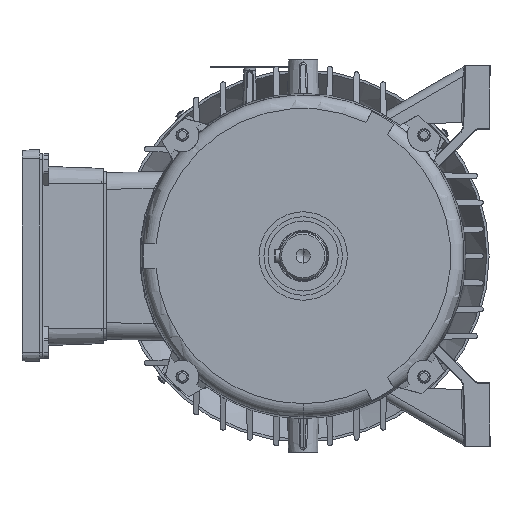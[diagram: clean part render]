
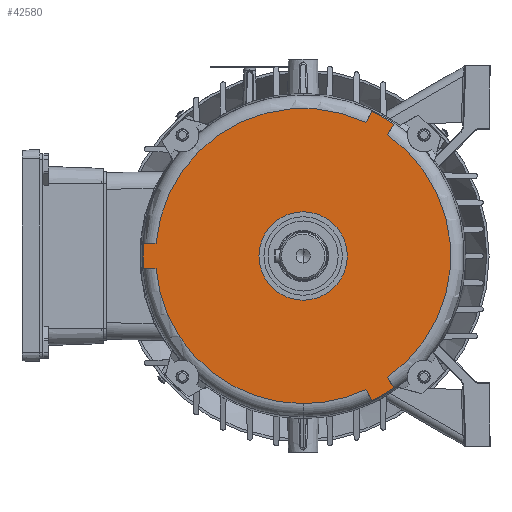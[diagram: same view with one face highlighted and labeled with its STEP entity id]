
A CAD part, left-side view. The second image highlights one B-rep face of the part: STEP entity #42580.
In plain terms, the highlighted planar face has unit normal (-1, 0, 0).
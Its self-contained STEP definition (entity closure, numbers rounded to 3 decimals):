
#3154 = ORIENTED_EDGE ( 'NONE', *, *, #104936, .F. ) ;
#3491 = CARTESIAN_POINT ( 'NONE',  ( 4., 50.586, 72.618 ) ) ;
#3631 = CARTESIAN_POINT ( 'NONE',  ( 4., 46.495, -65.532 ) ) ;
#4768 = VERTEX_POINT ( 'NONE', #122206 ) ;
#5850 = AXIS2_PLACEMENT_3D ( 'NONE', #101351, #110745, #46764 ) ;
#6398 = DIRECTION ( 'NONE',  ( -1., 0., 0. ) ) ;
#7450 = CARTESIAN_POINT ( 'NONE',  ( 4., 0., 0. ) ) ;
#7484 = ORIENTED_EDGE ( 'NONE', *, *, #29013, .T. ) ;
#9138 = FACE_OUTER_BOUND ( 'NONE', #38400, .T. ) ;
#10932 = DIRECTION ( 'NONE',  ( -1., 0., 0. ) ) ;
#11859 = CARTESIAN_POINT ( 'NONE',  ( 4., 0., 0. ) ) ;
#12344 = DIRECTION ( 'NONE',  ( 0., 0., 1. ) ) ;
#14661 = ORIENTED_EDGE ( 'NONE', *, *, #130059, .T. ) ;
#18777 = CARTESIAN_POINT ( 'NONE',  ( 4., 0., 0. ) ) ;
#18940 = CARTESIAN_POINT ( 'NONE',  ( 4., 0., -26.5 ) ) ;
#19162 = CIRCLE ( 'NONE', #33012, 26.5 ) ;
#20824 = CARTESIAN_POINT ( 'NONE',  ( 4., 50.586, -72.618 ) ) ;
#21095 = ORIENTED_EDGE ( 'NONE', *, *, #78389, .T. ) ;
#22726 = VERTEX_POINT ( 'NONE', #126448 ) ;
#23354 = VECTOR ( 'NONE', #48821, 1000. ) ;
#23368 = ORIENTED_EDGE ( 'NONE', *, *, #75979, .T. ) ;
#24521 = VERTEX_POINT ( 'NONE', #3491 ) ;
#29013 = EDGE_CURVE ( 'NONE', #47638, #24521, #123236, .T. ) ;
#32807 = CARTESIAN_POINT ( 'NONE',  ( 4., 26.5, 0. ) ) ;
#32901 = CIRCLE ( 'NONE', #71954, 88.5 ) ;
#33012 = AXIS2_PLACEMENT_3D ( 'NONE', #116006, #70776, #48537 ) ;
#37987 = VERTEX_POINT ( 'NONE', #78169 ) ;
#38400 = EDGE_LOOP ( 'NONE', ( #127079, #21095, #126576, #23368, #84545, #84591, #14661, #60328, #134511, #93715, #60735, #7484, #81382 ) ) ;
#38436 = ORIENTED_EDGE ( 'NONE', *, *, #74109, .F. ) ;
#38554 = AXIS2_PLACEMENT_3D ( 'NONE', #11859, #110984, #65731 ) ;
#39633 = DIRECTION ( 'NONE',  ( -1., 0., 0. ) ) ;
#41699 = CARTESIAN_POINT ( 'NONE',  ( 4., -88.182, 7.5 ) ) ;
#42077 = VERTEX_POINT ( 'NONE', #73953 ) ;
#42243 = DIRECTION ( 'NONE',  ( 0., 0., 1. ) ) ;
#42580 = ADVANCED_FACE ( 'NONE', ( #106110, #9138 ), #95322, .F. ) ;
#42851 = CARTESIAN_POINT ( 'NONE',  ( 4., 54.31, -79.067 ) ) ;
#43949 = LINE ( 'NONE', #63354, #105187 ) ;
#46701 = VECTOR ( 'NONE', #64882, 1000. ) ;
#46764 = DIRECTION ( 'NONE',  ( 0., 0., -1. ) ) ;
#47092 = CARTESIAN_POINT ( 'NONE',  ( 4., 46.495, 65.532 ) ) ;
#47275 = CARTESIAN_POINT ( 'NONE',  ( 4., 41.319, -86.567 ) ) ;
#47638 = VERTEX_POINT ( 'NONE', #61114 ) ;
#48537 = DIRECTION ( 'NONE',  ( 0., 0., 1. ) ) ;
#48821 = DIRECTION ( 'NONE',  ( 0., 0.5, -0.866 ) ) ;
#51276 = DIRECTION ( 'NONE',  ( -1., 0., 0. ) ) ;
#53478 = EDGE_CURVE ( 'NONE', #72236, #22726, #56899, .T. ) ;
#55659 = VECTOR ( 'NONE', #123114, 1000. ) ;
#55771 = DIRECTION ( 'NONE',  ( 0., -0.5, -0.866 ) ) ;
#56899 = CIRCLE ( 'NONE', #38554, 88.5 ) ;
#57097 = CIRCLE ( 'NONE', #121384, 88.5 ) ;
#58934 = CARTESIAN_POINT ( 'NONE',  ( 4., -95.629, 7.5 ) ) ;
#59631 = VECTOR ( 'NONE', #139119, 1000. ) ;
#59915 = EDGE_CURVE ( 'NONE', #24521, #113621, #135645, .T. ) ;
#60328 = ORIENTED_EDGE ( 'NONE', *, *, #53478, .T. ) ;
#60513 = VERTEX_POINT ( 'NONE', #18940 ) ;
#60735 = ORIENTED_EDGE ( 'NONE', *, *, #130453, .T. ) ;
#60796 = EDGE_CURVE ( 'NONE', #113621, #89055, #93313, .T. ) ;
#61114 = CARTESIAN_POINT ( 'NONE',  ( 4., 54.31, 79.067 ) ) ;
#62580 = DIRECTION ( 'NONE',  ( 0., 0., -1. ) ) ;
#62723 = DIRECTION ( 'NONE',  ( 0., 0., 1. ) ) ;
#63100 = DIRECTION ( 'NONE',  ( 0., 0., 1. ) ) ;
#63354 = CARTESIAN_POINT ( 'NONE',  ( 4., 33.505, -73.032 ) ) ;
#63686 = EDGE_CURVE ( 'NONE', #116589, #113373, #111643, .T. ) ;
#64882 = DIRECTION ( 'NONE',  ( 0., -1., 0. ) ) ;
#65026 = EDGE_CURVE ( 'NONE', #42077, #67099, #96478, .T. ) ;
#65731 = DIRECTION ( 'NONE',  ( 0., 0., 1. ) ) ;
#66868 = DIRECTION ( 'NONE',  ( 0., 0., -1. ) ) ;
#67099 = VERTEX_POINT ( 'NONE', #139843 ) ;
#68316 = EDGE_CURVE ( 'NONE', #67099, #130726, #74782, .T. ) ;
#68779 = AXIS2_PLACEMENT_3D ( 'NONE', #32807, #140563, #96023 ) ;
#70776 = DIRECTION ( 'NONE',  ( -1., 0., 0. ) ) ;
#71954 = AXIS2_PLACEMENT_3D ( 'NONE', #122221, #10932, #12344 ) ;
#72041 = VECTOR ( 'NONE', #55771, 1000. ) ;
#72236 = VERTEX_POINT ( 'NONE', #41699 ) ;
#73676 = AXIS2_PLACEMENT_3D ( 'NONE', #104781, #6398, #42243 ) ;
#73953 = CARTESIAN_POINT ( 'NONE',  ( 4., -88.182, -7.5 ) ) ;
#74109 = EDGE_CURVE ( 'NONE', #37987, #60513, #19162, .T. ) ;
#74782 = CIRCLE ( 'NONE', #95366, 95.923 ) ;
#75554 = DIRECTION ( 'NONE',  ( 0., -0.5, 0.866 ) ) ;
#75979 = EDGE_CURVE ( 'NONE', #4768, #42077, #32901, .T. ) ;
#78169 = CARTESIAN_POINT ( 'NONE',  ( 4., 0., 26.5 ) ) ;
#78389 = EDGE_CURVE ( 'NONE', #89055, #91094, #129696, .T. ) ;
#81382 = ORIENTED_EDGE ( 'NONE', *, *, #59915, .T. ) ;
#83620 = CARTESIAN_POINT ( 'NONE',  ( 4., -80., -7.5 ) ) ;
#84545 = ORIENTED_EDGE ( 'NONE', *, *, #65026, .T. ) ;
#84591 = ORIENTED_EDGE ( 'NONE', *, *, #68316, .T. ) ;
#84953 = CARTESIAN_POINT ( 'NONE',  ( 4., 41.319, 86.567 ) ) ;
#86278 = DIRECTION ( 'NONE',  ( -1., 0., 0. ) ) ;
#89055 = VERTEX_POINT ( 'NONE', #42851 ) ;
#91094 = VERTEX_POINT ( 'NONE', #47275 ) ;
#93313 = LINE ( 'NONE', #3631, #23354 ) ;
#93715 = ORIENTED_EDGE ( 'NONE', *, *, #63686, .T. ) ;
#94143 = AXIS2_PLACEMENT_3D ( 'NONE', #140882, #86278, #66868 ) ;
#95322 = PLANE ( 'NONE',  #68779 ) ;
#95366 = AXIS2_PLACEMENT_3D ( 'NONE', #18777, #39633, #62580 ) ;
#95414 = DIRECTION ( 'NONE',  ( -1., 0., 0. ) ) ;
#96023 = DIRECTION ( 'NONE',  ( 0., 0., -1. ) ) ;
#96478 = LINE ( 'NONE', #83620, #46701 ) ;
#97053 = EDGE_LOOP ( 'NONE', ( #38436, #3154 ) ) ;
#99979 = AXIS2_PLACEMENT_3D ( 'NONE', #106208, #95414, #63100 ) ;
#100844 = CARTESIAN_POINT ( 'NONE',  ( 4., 33.505, 73.032 ) ) ;
#101351 = CARTESIAN_POINT ( 'NONE',  ( 4., 0., 0. ) ) ;
#104781 = CARTESIAN_POINT ( 'NONE',  ( 4., 0., 0. ) ) ;
#104936 = EDGE_CURVE ( 'NONE', #60513, #37987, #127560, .T. ) ;
#105187 = VECTOR ( 'NONE', #75554, 1000. ) ;
#106110 = FACE_BOUND ( 'NONE', #97053, .T. ) ;
#106208 = CARTESIAN_POINT ( 'NONE',  ( 4., 0., 0. ) ) ;
#107909 = CIRCLE ( 'NONE', #94143, 95.923 ) ;
#108675 = EDGE_CURVE ( 'NONE', #91094, #4768, #43949, .T. ) ;
#109788 = CARTESIAN_POINT ( 'NONE',  ( 4., 37.596, 80.118 ) ) ;
#110628 = EDGE_CURVE ( 'NONE', #22726, #116589, #57097, .T. ) ;
#110745 = DIRECTION ( 'NONE',  ( -1., 0., 0. ) ) ;
#110984 = DIRECTION ( 'NONE',  ( -1., 0., 0. ) ) ;
#111643 = LINE ( 'NONE', #100844, #55659 ) ;
#113373 = VERTEX_POINT ( 'NONE', #84953 ) ;
#113621 = VERTEX_POINT ( 'NONE', #20824 ) ;
#115447 = LINE ( 'NONE', #137693, #59631 ) ;
#116006 = CARTESIAN_POINT ( 'NONE',  ( 4., 0., 0. ) ) ;
#116589 = VERTEX_POINT ( 'NONE', #109788 ) ;
#121384 = AXIS2_PLACEMENT_3D ( 'NONE', #7450, #51276, #62723 ) ;
#122206 = CARTESIAN_POINT ( 'NONE',  ( 4., 37.596, -80.118 ) ) ;
#122221 = CARTESIAN_POINT ( 'NONE',  ( 4., 0., 0. ) ) ;
#123114 = DIRECTION ( 'NONE',  ( 0., 0.5, 0.866 ) ) ;
#123236 = LINE ( 'NONE', #47092, #72041 ) ;
#126448 = CARTESIAN_POINT ( 'NONE',  ( 4., 0., 88.5 ) ) ;
#126576 = ORIENTED_EDGE ( 'NONE', *, *, #108675, .T. ) ;
#127079 = ORIENTED_EDGE ( 'NONE', *, *, #60796, .T. ) ;
#127560 = CIRCLE ( 'NONE', #99979, 26.5 ) ;
#129696 = CIRCLE ( 'NONE', #5850, 95.923 ) ;
#130059 = EDGE_CURVE ( 'NONE', #130726, #72236, #115447, .T. ) ;
#130453 = EDGE_CURVE ( 'NONE', #113373, #47638, #107909, .T. ) ;
#130726 = VERTEX_POINT ( 'NONE', #58934 ) ;
#134511 = ORIENTED_EDGE ( 'NONE', *, *, #110628, .T. ) ;
#135645 = CIRCLE ( 'NONE', #73676, 88.5 ) ;
#137693 = CARTESIAN_POINT ( 'NONE',  ( 4., -80., 7.5 ) ) ;
#139119 = DIRECTION ( 'NONE',  ( 0., 1., 0. ) ) ;
#139843 = CARTESIAN_POINT ( 'NONE',  ( 4., -95.629, -7.5 ) ) ;
#140563 = DIRECTION ( 'NONE',  ( 1., 0., 0. ) ) ;
#140882 = CARTESIAN_POINT ( 'NONE',  ( 4., 0., 0. ) ) ;
